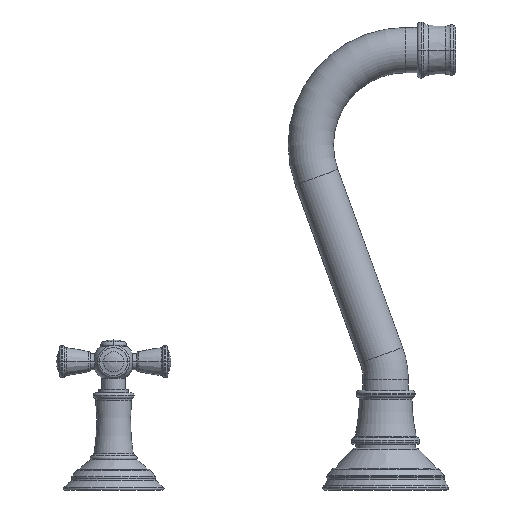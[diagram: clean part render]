
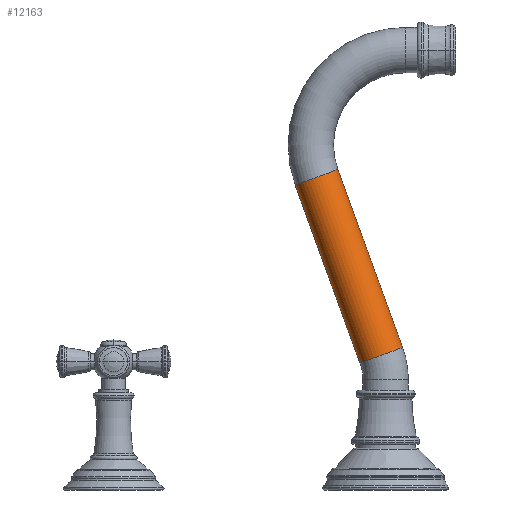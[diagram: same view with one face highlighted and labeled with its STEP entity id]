
A CAD part, left-side view. The second image highlights one B-rep face of the part: STEP entity #12163.
In plain terms, the highlighted cylindrical face has radius 12.7 mm (diameter 25.4 mm), a partial arc.
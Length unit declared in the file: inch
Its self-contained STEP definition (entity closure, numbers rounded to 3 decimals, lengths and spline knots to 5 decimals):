
#10892=CARTESIAN_POINT('',(0.,0.09529,2.97119));
#10893=DIRECTION('',(0.,0.342,0.94));
#10894=DIRECTION('',(0.,0.94,-0.342));
#10895=AXIS2_PLACEMENT_3D('',#10892,#10893,#10894);
#10900=DIRECTION('',(0.,0.342,0.94));
#10901=VECTOR('',#10900,4.17863);
#10902=CARTESIAN_POINT('',(0.,0.56513,2.80018));
#10903=LINE('',#10902,#10901);
#11673=DIRECTION('',(0.,0.342,0.94));
#11674=VECTOR('',#11673,4.17863);
#11675=CARTESIAN_POINT('',(0.,-0.37456,3.1422));
#11676=LINE('',#11675,#11674);
#11696=CARTESIAN_POINT('',(0.,1.52446,6.89782));
#11697=DIRECTION('',(0.,0.342,0.94));
#11698=DIRECTION('',(0.,0.94,-0.342));
#11699=AXIS2_PLACEMENT_3D('',#11696,#11697,#11698);
#12096=CARTESIAN_POINT('',(0.,-0.37456,3.1422));
#12097=CARTESIAN_POINT('',(0.,0.56513,2.80018));
#12098=VERTEX_POINT('',#12096);
#12099=VERTEX_POINT('',#12097);
#12100=CARTESIAN_POINT('',(0.,1.05461,7.06883));
#12101=CARTESIAN_POINT('',(0.,1.99431,6.72681));
#12102=VERTEX_POINT('',#12100);
#12103=VERTEX_POINT('',#12101);
#12148=CARTESIAN_POINT('',(0.,0.09529,2.97119));
#12149=DIRECTION('',(0.,0.342,0.94));
#12150=DIRECTION('',(0.,-0.94,0.342));
#12151=AXIS2_PLACEMENT_3D('',#12148,#12149,#12150);
#12152=CYLINDRICAL_SURFACE('',#12151,0.5);
#12154=ORIENTED_EDGE('',*,*,#12153,.F.);
#12156=ORIENTED_EDGE('',*,*,#12155,.T.);
#12158=ORIENTED_EDGE('',*,*,#12157,.T.);
#12160=ORIENTED_EDGE('',*,*,#12159,.F.);
#12161=EDGE_LOOP('',(#12154,#12156,#12158,#12160));
#12162=FACE_OUTER_BOUND('',#12161,.F.);
#10896=CIRCLE('',#10895,0.5);
#11700=CIRCLE('',#11699,0.5);
#12153=EDGE_CURVE('',#12099,#12098,#10896,.T.);
#12155=EDGE_CURVE('',#12099,#12103,#10903,.T.);
#12157=EDGE_CURVE('',#12103,#12102,#11700,.T.);
#12159=EDGE_CURVE('',#12098,#12102,#11676,.T.);
#12163=ADVANCED_FACE('',(#12162),#12152,.T.);
